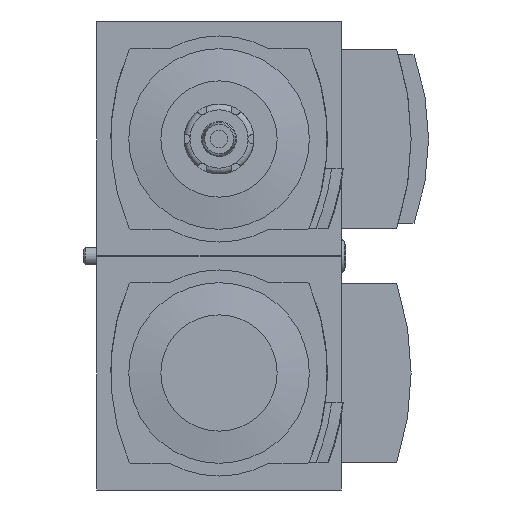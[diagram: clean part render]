
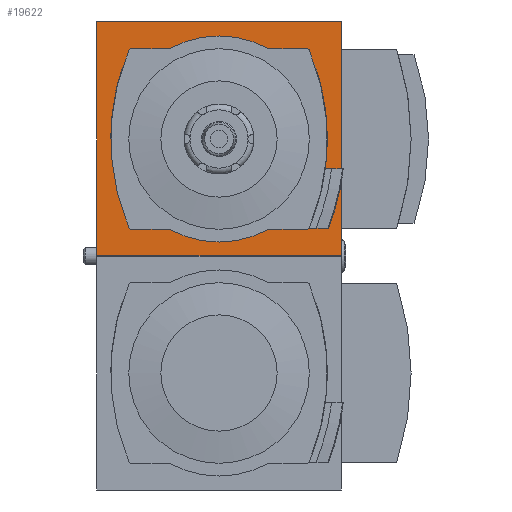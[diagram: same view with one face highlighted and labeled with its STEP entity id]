
A CAD part, front view. The second image highlights one B-rep face of the part: STEP entity #19622.
In plain terms, the highlighted planar face has unit normal (0, -1, 0).
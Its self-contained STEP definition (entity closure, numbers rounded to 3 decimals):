
#230=PLANE('',#20524);
#749=LINE('',#25919,#2267);
#855=LINE('',#26141,#2373);
#870=LINE('',#26179,#2388);
#918=LINE('',#26342,#2436);
#1035=LINE('',#26690,#2553);
#1036=LINE('',#26694,#2554);
#1037=LINE('',#26702,#2555);
#1038=LINE('',#26706,#2556);
#1039=LINE('',#26712,#2557);
#1040=LINE('',#26716,#2558);
#2267=VECTOR('',#21736,1000.);
#2373=VECTOR('',#21908,1000.);
#2388=VECTOR('',#21937,1000.);
#2436=VECTOR('',#22049,1000.);
#2553=VECTOR('',#22312,1000.);
#2554=VECTOR('',#22315,1000.);
#2555=VECTOR('',#22322,1000.);
#2556=VECTOR('',#22325,1000.);
#2557=VECTOR('',#22330,1000.);
#2558=VECTOR('',#22333,1000.);
#4454=ORIENTED_EDGE('',*,*,#8380,.F.);
#4455=ORIENTED_EDGE('',*,*,#8472,.F.);
#4456=ORIENTED_EDGE('',*,*,#8400,.F.);
#4457=ORIENTED_EDGE('',*,*,#8266,.F.);
#4458=ORIENTED_EDGE('',*,*,#8638,.T.);
#4459=ORIENTED_EDGE('',*,*,#8639,.T.);
#4460=ORIENTED_EDGE('',*,*,#8640,.T.);
#4461=ORIENTED_EDGE('',*,*,#8641,.T.);
#4462=ORIENTED_EDGE('',*,*,#8642,.T.);
#4463=ORIENTED_EDGE('',*,*,#8643,.T.);
#4464=ORIENTED_EDGE('',*,*,#8644,.T.);
#4465=ORIENTED_EDGE('',*,*,#8645,.T.);
#4466=ORIENTED_EDGE('',*,*,#8646,.T.);
#4467=ORIENTED_EDGE('',*,*,#8647,.T.);
#4468=ORIENTED_EDGE('',*,*,#8648,.T.);
#4469=ORIENTED_EDGE('',*,*,#8649,.T.);
#4470=ORIENTED_EDGE('',*,*,#8650,.T.);
#4471=ORIENTED_EDGE('',*,*,#8651,.F.);
#4472=ORIENTED_EDGE('',*,*,#8652,.T.);
#8266=EDGE_CURVE('',#10422,#10423,#749,.T.);
#8380=EDGE_CURVE('',#10505,#10422,#855,.T.);
#8400=EDGE_CURVE('',#10423,#10522,#870,.T.);
#8472=EDGE_CURVE('',#10522,#10505,#918,.T.);
#8638=EDGE_CURVE('',#10724,#10725,#11894,.T.);
#8639=EDGE_CURVE('',#10725,#10726,#1035,.T.);
#8640=EDGE_CURVE('',#10726,#10727,#11895,.T.);
#8641=EDGE_CURVE('',#10727,#10728,#1036,.T.);
#8642=EDGE_CURVE('',#10728,#10729,#11896,.T.);
#8643=EDGE_CURVE('',#10729,#10730,#11897,.T.);
#8644=EDGE_CURVE('',#10730,#10731,#11898,.T.);
#8645=EDGE_CURVE('',#10731,#10732,#1037,.T.);
#8646=EDGE_CURVE('',#10732,#10733,#11899,.T.);
#8647=EDGE_CURVE('',#10733,#10734,#1038,.T.);
#8648=EDGE_CURVE('',#10734,#10735,#11900,.T.);
#8649=EDGE_CURVE('',#10735,#10736,#11901,.T.);
#8650=EDGE_CURVE('',#10736,#10737,#1039,.T.);
#8651=EDGE_CURVE('',#10738,#10737,#11902,.T.);
#8652=EDGE_CURVE('',#10738,#10724,#1040,.T.);
#10422=VERTEX_POINT('',#25918);
#10423=VERTEX_POINT('',#25920);
#10505=VERTEX_POINT('',#26140);
#10522=VERTEX_POINT('',#26180);
#10724=VERTEX_POINT('',#26688);
#10725=VERTEX_POINT('',#26689);
#10726=VERTEX_POINT('',#26691);
#10727=VERTEX_POINT('',#26693);
#10728=VERTEX_POINT('',#26695);
#10729=VERTEX_POINT('',#26697);
#10730=VERTEX_POINT('',#26699);
#10731=VERTEX_POINT('',#26701);
#10732=VERTEX_POINT('',#26703);
#10733=VERTEX_POINT('',#26705);
#10734=VERTEX_POINT('',#26707);
#10735=VERTEX_POINT('',#26709);
#10736=VERTEX_POINT('',#26711);
#10737=VERTEX_POINT('',#26713);
#10738=VERTEX_POINT('',#26715);
#11894=CIRCLE('',#20525,0.3);
#11895=CIRCLE('',#20526,17.7);
#11896=CIRCLE('',#20527,0.3);
#11897=CIRCLE('',#20528,38.9);
#11898=CIRCLE('',#20529,0.3);
#11899=CIRCLE('',#20530,17.7);
#11900=CIRCLE('',#20531,0.3);
#11901=CIRCLE('',#20532,38.9);
#11902=CIRCLE('',#20533,39.95);
#12346=EDGE_LOOP('',(#4454,#4455,#4456,#4457));
#12347=EDGE_LOOP('',(#4458,#4459,#4460,#4461,#4462,#4463,#4464,#4465,#4466,
#4467,#4468,#4469,#4470,#4471,#4472));
#13246=FACE_BOUND('',#12346,.T.);
#13247=FACE_BOUND('',#12347,.T.);
#19622=ADVANCED_FACE('',(#13246,#13247),#230,.F.);
#20524=AXIS2_PLACEMENT_3D('',#26686,#22308,#22309);
#20525=AXIS2_PLACEMENT_3D('',#26687,#22310,#22311);
#20526=AXIS2_PLACEMENT_3D('',#26692,#22313,#22314);
#20527=AXIS2_PLACEMENT_3D('',#26696,#22316,#22317);
#20528=AXIS2_PLACEMENT_3D('',#26698,#22318,#22319);
#20529=AXIS2_PLACEMENT_3D('',#26700,#22320,#22321);
#20530=AXIS2_PLACEMENT_3D('',#26704,#22323,#22324);
#20531=AXIS2_PLACEMENT_3D('',#26708,#22326,#22327);
#20532=AXIS2_PLACEMENT_3D('',#26710,#22328,#22329);
#20533=AXIS2_PLACEMENT_3D('',#26714,#22331,#22332);
#21736=DIRECTION('',(0.,0.,1.));
#21908=DIRECTION('',(-1.,0.,0.));
#21937=DIRECTION('',(1.,0.,0.));
#22049=DIRECTION('',(0.,0.,-1.));
#22308=DIRECTION('',(0.,1.,0.));
#22309=DIRECTION('',(0.,0.,1.));
#22310=DIRECTION('',(0.,1.,0.));
#22311=DIRECTION('',(1.,0.,0.));
#22312=DIRECTION('',(-1.,0.,0.));
#22313=DIRECTION('',(0.,1.,0.));
#22314=DIRECTION('',(1.,0.,0.));
#22315=DIRECTION('',(-1.,0.,0.));
#22316=DIRECTION('',(0.,1.,0.));
#22317=DIRECTION('',(1.,0.,0.));
#22318=DIRECTION('',(0.,1.,0.));
#22319=DIRECTION('',(1.,0.,0.));
#22320=DIRECTION('',(0.,1.,0.));
#22321=DIRECTION('',(1.,0.,0.));
#22322=DIRECTION('',(1.,0.,0.));
#22323=DIRECTION('',(0.,1.,0.));
#22324=DIRECTION('',(1.,0.,0.));
#22325=DIRECTION('',(1.,0.,0.));
#22326=DIRECTION('',(0.,1.,0.));
#22327=DIRECTION('',(1.,0.,0.));
#22328=DIRECTION('',(0.,1.,0.));
#22329=DIRECTION('',(1.,0.,0.));
#22330=DIRECTION('',(1.,0.,0.));
#22331=DIRECTION('',(0.,-1.,0.));
#22332=DIRECTION('',(0.,0.,-1.));
#22333=DIRECTION('',(-1.,0.,0.));
#25918=CARTESIAN_POINT('',(-21.,-31.5,-20.1));
#25919=CARTESIAN_POINT('',(-21.,-31.5,-20.1));
#25920=CARTESIAN_POINT('',(-21.,-31.5,20.1));
#26140=CARTESIAN_POINT('',(21.,-31.5,-20.1));
#26141=CARTESIAN_POINT('',(21.,-31.5,-20.1));
#26179=CARTESIAN_POINT('',(-21.,-31.5,20.1));
#26180=CARTESIAN_POINT('',(21.,-31.5,20.1));
#26342=CARTESIAN_POINT('',(21.,-31.5,20.1));
#26686=CARTESIAN_POINT('',(0.,-31.5,0.));
#26687=CARTESIAN_POINT('',(15.181,-31.5,-15.2));
#26688=CARTESIAN_POINT('',(15.442,-31.5,-15.349));
#26689=CARTESIAN_POINT('',(15.181,-31.5,-15.5));
#26690=CARTESIAN_POINT('',(14.091,-31.5,-15.5));
#26691=CARTESIAN_POINT('',(8.546,-31.5,-15.5));
#26692=CARTESIAN_POINT('',(0.,-31.5,0.));
#26693=CARTESIAN_POINT('',(-8.546,-31.5,-15.5));
#26694=CARTESIAN_POINT('',(-8.546,-31.5,-15.5));
#26695=CARTESIAN_POINT('',(-15.181,-31.5,-15.5));
#26696=CARTESIAN_POINT('',(-15.181,-31.5,-15.2));
#26697=CARTESIAN_POINT('',(-15.457,-31.5,-15.318));
#26698=CARTESIAN_POINT('',(20.3,-31.5,0.));
#26699=CARTESIAN_POINT('',(-15.457,-31.5,15.318));
#26700=CARTESIAN_POINT('',(-15.181,-31.5,15.2));
#26701=CARTESIAN_POINT('',(-15.181,-31.5,15.5));
#26702=CARTESIAN_POINT('',(-15.181,-31.5,15.5));
#26703=CARTESIAN_POINT('',(-8.546,-31.5,15.5));
#26704=CARTESIAN_POINT('',(0.,-31.5,0.));
#26705=CARTESIAN_POINT('',(8.546,-31.5,15.5));
#26706=CARTESIAN_POINT('',(8.546,-31.5,15.5));
#26707=CARTESIAN_POINT('',(15.181,-31.5,15.5));
#26708=CARTESIAN_POINT('',(15.181,-31.5,15.2));
#26709=CARTESIAN_POINT('',(15.457,-31.5,15.318));
#26710=CARTESIAN_POINT('',(-20.3,-31.5,0.));
#26711=CARTESIAN_POINT('',(18.259,-31.5,-5.142));
#26712=CARTESIAN_POINT('',(17.25,-31.5,-5.142));
#26713=CARTESIAN_POINT('',(19.337,-31.5,-5.142));
#26714=CARTESIAN_POINT('',(-20.3,-31.5,-0.15));
#26715=CARTESIAN_POINT('',(16.646,-31.5,-15.349));
#26716=CARTESIAN_POINT('',(30.,-31.5,-15.349));
